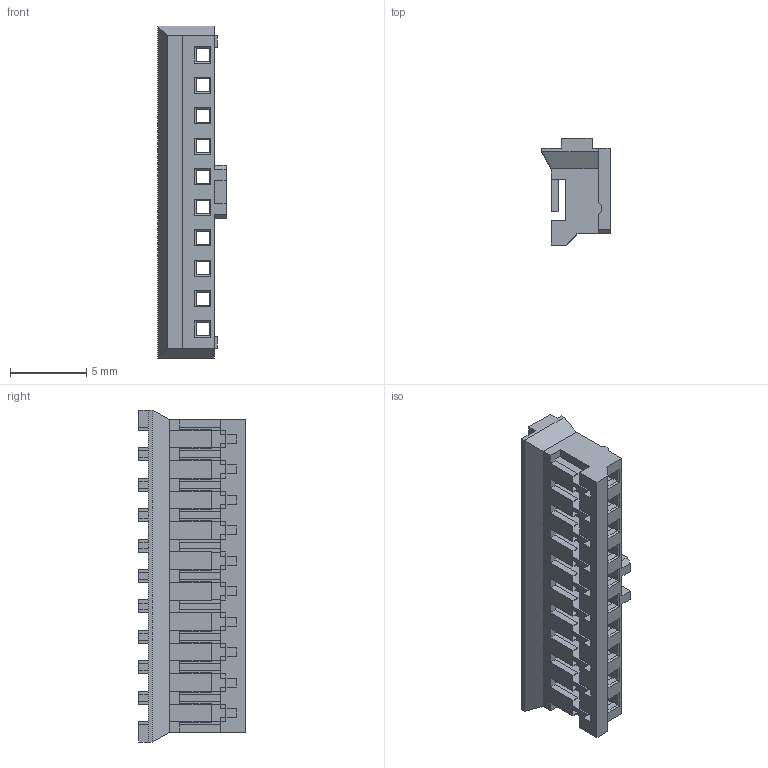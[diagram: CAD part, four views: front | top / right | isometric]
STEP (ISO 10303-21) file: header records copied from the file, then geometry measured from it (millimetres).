
FILE_DESCRIPTION((' '),'2;1');
FILE_NAME( 'PHR-10.stp', '2022-09-02T12:22:13', (' '), ('--- Datakit www.datakit.com---'), ' Datakit CrossCadWare V2022.3 Jun 15 2022', 'DATAKIT 2022 (c)', ' ');
FILE_SCHEMA(('AP242_MANAGED_MODEL_BASED_3D_ENGINEERING_MIM_LF { 1 0 10303 442 1 1 4 }'));
Length unit declared in the file: millimetre
Products named in the file (1): PHR-10
Bounding box: 4.5 x 7 x 21.8 mm (x, y, z)
Volume: 178.5 mm3; surface area: 922.1 mm2
Topology: 1 solids, 1 shells, 440 faces, 1330 edges, 872 vertices
Faces by surface type: plane 440
Entity records: 14643 total; most frequent: ORIENTED_EDGE 2660, CARTESIAN_POINT 2643, DIRECTION 2212, VECTOR 1330, LINE 1330, EDGE_CURVE 1330, VERTEX_POINT 872, EDGE_LOOP 460
